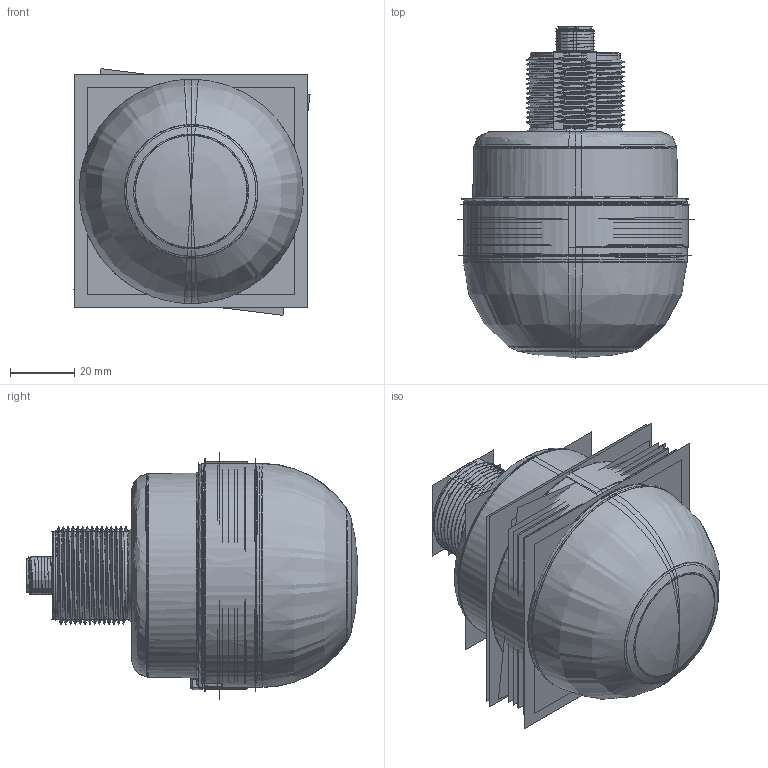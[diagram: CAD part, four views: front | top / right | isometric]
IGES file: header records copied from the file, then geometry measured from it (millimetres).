
Start section:  PTC IGES file: 189931.igs
Global section: file name: 189931.igs; native system: Creo Parametric by Parametric Technology Corporation; preprocessor: 2013230; author: pdmadmin; organization: Unknown; date: 20150916.152020; units: millimetre
Bounding box: 73.76 x 103.68 x 76.98 mm (x, y, z)
Volume: 86079.4 mm3; surface area: 478041.8 mm2
Topology: 5 solids, 6 shells, 1884 faces, 9325 edges, 11756 vertices
Faces by surface type: revolution 1092, bspline 792
